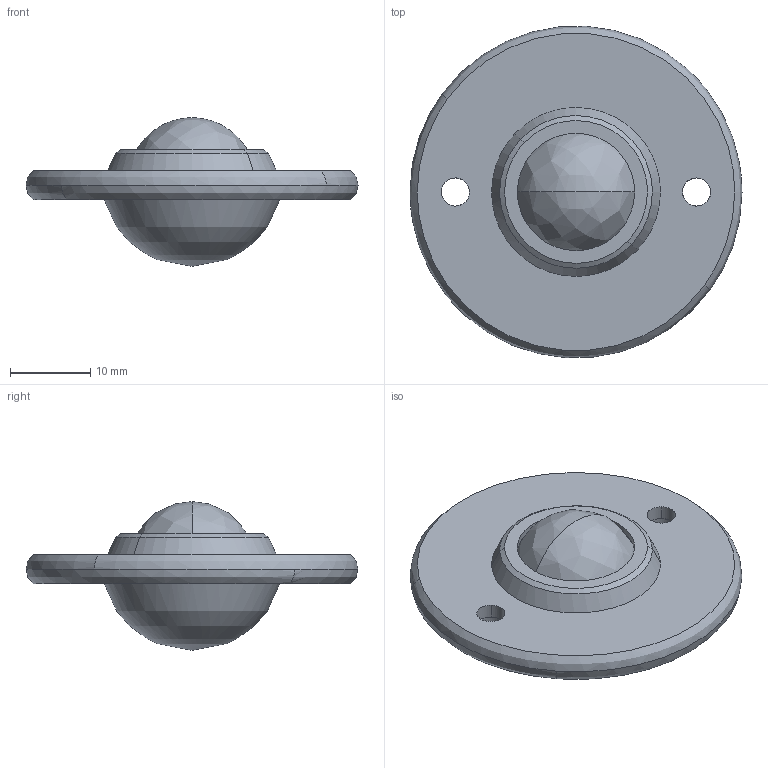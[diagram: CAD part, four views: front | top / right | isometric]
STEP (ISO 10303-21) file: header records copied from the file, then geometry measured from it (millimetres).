
FILE_DESCRIPTION((''),'2;1');
FILE_NAME('','2009-01-19T13:42:46',(''),(''),'','CADfix','');
FILE_SCHEMA(('AUTOMOTIVE_DESIGN { 1 0 10303 214 1 1 1 1 }'));
Length unit declared in the file: millimetre
Bounding box: 41.3 x 41.22 x 18.5 mm (x, y, z)
Volume: 5797.7 mm3; surface area: 7270 mm2
Topology: 3 solids, 3 shells, 40 faces, 184 edges, 156 vertices
Faces by surface type: bspline 40
Entity records: 3393 total; most frequent: CARTESIAN_POINT 2293, ORIENTED_EDGE 368, EDGE_CURVE 184, B_SPLINE_CURVE_WITH_KNOTS 162, VERTEX_POINT 156, EDGE_LOOP 56, FACE_OUTER_BOUND 40, ADVANCED_FACE 40
